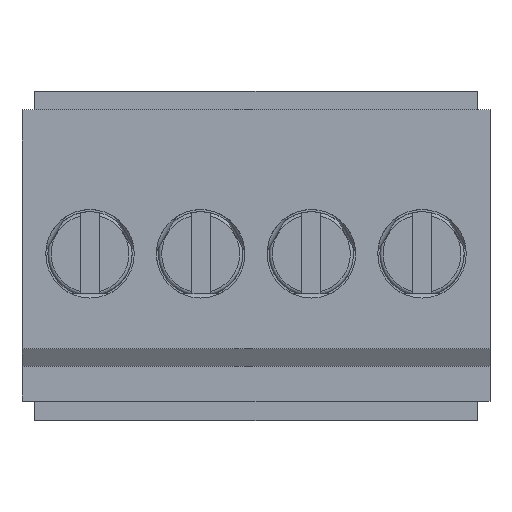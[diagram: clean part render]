
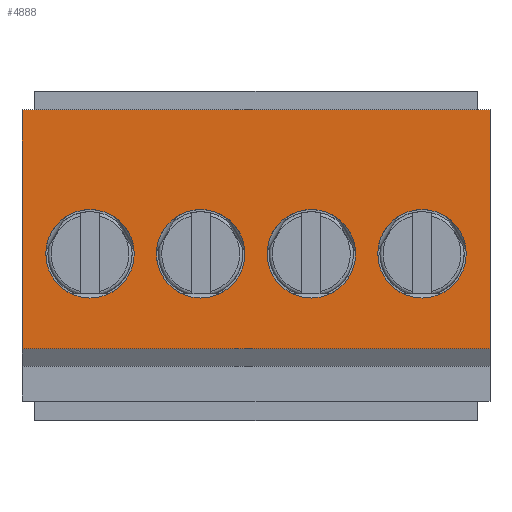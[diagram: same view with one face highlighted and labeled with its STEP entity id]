
A CAD part, top view. The second image highlights one B-rep face of the part: STEP entity #4888.
In plain terms, the highlighted planar face has unit normal (0, 0, 1).
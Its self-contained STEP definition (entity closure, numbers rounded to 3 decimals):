
#493=LINE('',#9719,#1054);
#494=LINE('',#9722,#1055);
#495=LINE('',#9724,#1056);
#496=LINE('',#9726,#1057);
#1054=VECTOR('',#6285,1000.);
#1055=VECTOR('',#6286,1000.);
#1056=VECTOR('',#6287,1000.);
#1057=VECTOR('',#6288,1000.);
#1302=PLANE('',#5223);
#1361=CIRCLE('',#4995,1.4);
#1363=CIRCLE('',#4998,1.4);
#1365=CIRCLE('',#5001,1.4);
#1367=CIRCLE('',#5004,1.4);
#2428=ORIENTED_EDGE('',*,*,#2862,.F.);
#2429=ORIENTED_EDGE('',*,*,#2857,.F.);
#2430=ORIENTED_EDGE('',*,*,#3376,.T.);
#2431=ORIENTED_EDGE('',*,*,#3377,.F.);
#2432=ORIENTED_EDGE('',*,*,#3378,.F.);
#2433=ORIENTED_EDGE('',*,*,#3379,.F.);
#2434=ORIENTED_EDGE('',*,*,#2852,.F.);
#2435=ORIENTED_EDGE('',*,*,#2867,.F.);
#2852=EDGE_CURVE('',#3548,#3548,#1361,.T.);
#2857=EDGE_CURVE('',#3553,#3553,#1363,.T.);
#2862=EDGE_CURVE('',#3558,#3558,#1365,.T.);
#2867=EDGE_CURVE('',#3563,#3563,#1367,.T.);
#3376=EDGE_CURVE('',#3913,#3914,#493,.T.);
#3377=EDGE_CURVE('',#3915,#3914,#494,.T.);
#3378=EDGE_CURVE('',#3916,#3915,#495,.T.);
#3379=EDGE_CURVE('',#3913,#3916,#496,.T.);
#3548=VERTEX_POINT('',#6843);
#3553=VERTEX_POINT('',#7349);
#3558=VERTEX_POINT('',#7855);
#3563=VERTEX_POINT('',#8361);
#3913=VERTEX_POINT('',#9720);
#3914=VERTEX_POINT('',#9721);
#3915=VERTEX_POINT('',#9723);
#3916=VERTEX_POINT('',#9725);
#4245=EDGE_LOOP('',(#2428));
#4246=EDGE_LOOP('',(#2429));
#4247=EDGE_LOOP('',(#2430,#2431,#2432,#2433));
#4248=EDGE_LOOP('',(#2434));
#4249=EDGE_LOOP('',(#2435));
#4551=FACE_BOUND('',#4245,.T.);
#4552=FACE_BOUND('',#4246,.T.);
#4553=FACE_BOUND('',#4247,.T.);
#4554=FACE_BOUND('',#4248,.T.);
#4555=FACE_BOUND('',#4249,.T.);
#4888=ADVANCED_FACE('',(#4551,#4552,#4553,#4554,#4555),#1302,.F.);
#4995=AXIS2_PLACEMENT_3D('',#6842,#5370,#5371);
#4998=AXIS2_PLACEMENT_3D('',#7348,#5376,#5377);
#5001=AXIS2_PLACEMENT_3D('',#7854,#5382,#5383);
#5004=AXIS2_PLACEMENT_3D('',#8360,#5388,#5389);
#5223=AXIS2_PLACEMENT_3D('',#9718,#6283,#6284);
#5370=DIRECTION('',(0.,0.,1.));
#5371=DIRECTION('',(1.,0.,0.));
#5376=DIRECTION('',(0.,0.,1.));
#5377=DIRECTION('',(1.,0.,0.));
#5382=DIRECTION('',(0.,0.,1.));
#5383=DIRECTION('',(1.,0.,0.));
#5388=DIRECTION('',(0.,0.,1.));
#5389=DIRECTION('',(1.,0.,0.));
#6283=DIRECTION('',(0.,0.,-1.));
#6284=DIRECTION('',(-1.,0.,0.));
#6285=DIRECTION('',(-1.,0.,0.));
#6286=DIRECTION('',(0.,1.,0.));
#6287=DIRECTION('',(-1.,0.,0.));
#6288=DIRECTION('',(0.,-1.,0.));
#6842=CARTESIAN_POINT('',(0.,0.05,12.2));
#6843=CARTESIAN_POINT('',(1.4,0.05,12.2));
#7348=CARTESIAN_POINT('',(-3.5,0.05,12.2));
#7349=CARTESIAN_POINT('',(-2.1,0.05,12.2));
#7854=CARTESIAN_POINT('',(-10.5,0.05,12.2));
#7855=CARTESIAN_POINT('',(-9.1,0.05,12.2));
#8360=CARTESIAN_POINT('',(-7.,0.05,12.2));
#8361=CARTESIAN_POINT('',(-5.6,0.05,12.2));
#9718=CARTESIAN_POINT('',(1.75,4.6,12.2));
#9719=CARTESIAN_POINT('',(1.75,4.6,12.2));
#9720=CARTESIAN_POINT('',(2.15,4.6,12.2));
#9721=CARTESIAN_POINT('',(-12.65,4.6,12.2));
#9722=CARTESIAN_POINT('',(-12.65,-2.95,12.2));
#9723=CARTESIAN_POINT('',(-12.65,-2.95,12.2));
#9724=CARTESIAN_POINT('',(1.75,-2.95,12.2));
#9725=CARTESIAN_POINT('',(2.15,-2.95,12.2));
#9726=CARTESIAN_POINT('',(2.15,4.6,12.2));
